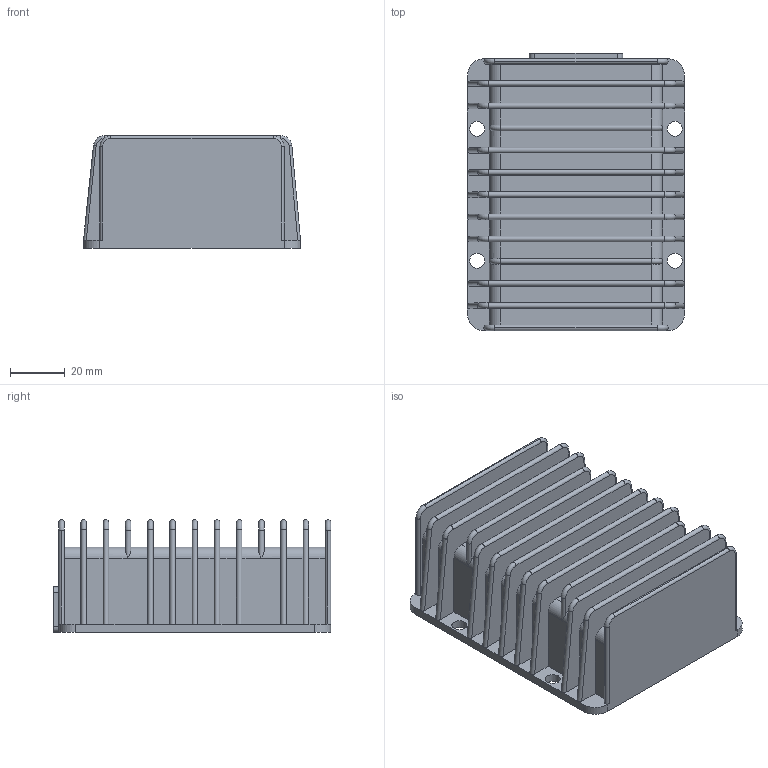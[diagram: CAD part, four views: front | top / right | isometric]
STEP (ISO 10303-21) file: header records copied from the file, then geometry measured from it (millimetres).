
FILE_DESCRIPTION(/* description */ (''),/* implementation_level */ '2;1');
FILE_NAME(/* name */ 'Nilight 48V to 12V 30A Buck.step',/* time_stamp */ '2026-02-23T17:17:43-05:00',/* author */ (''),/* organization */ (''),/* preprocessor_version */ 'ST-DEVELOPER v20.1',/* originating_system */ 'Autodesk Translation Framework v14.24.0.0',/* authorisation */ '');
FILE_SCHEMA (('AUTOMOTIVE_DESIGN { 1 0 10303 214 3 1 1 }'));
Length unit declared in the file: millimetre
Products named in the file (1): 2026-01-24-01-42-44-068
Bounding box: 79 x 101 x 41 mm (x, y, z)
Volume: 222799.4 mm3; surface area: 49842.9 mm2
Topology: 1 solids, 1 shells, 192 faces, 548 edges, 358 vertices
Faces by surface type: plane 85, cylinder 81, torus 26
Full cylindrical faces by diameter (mm): 5.5 x4
Entity records: 6397 total; most frequent: DIRECTION 1154, CARTESIAN_POINT 1139, ORIENTED_EDGE 1096, EDGE_CURVE 548, AXIS2_PLACEMENT_3D 421, VERTEX_POINT 358, LINE 312, VECTOR 312
